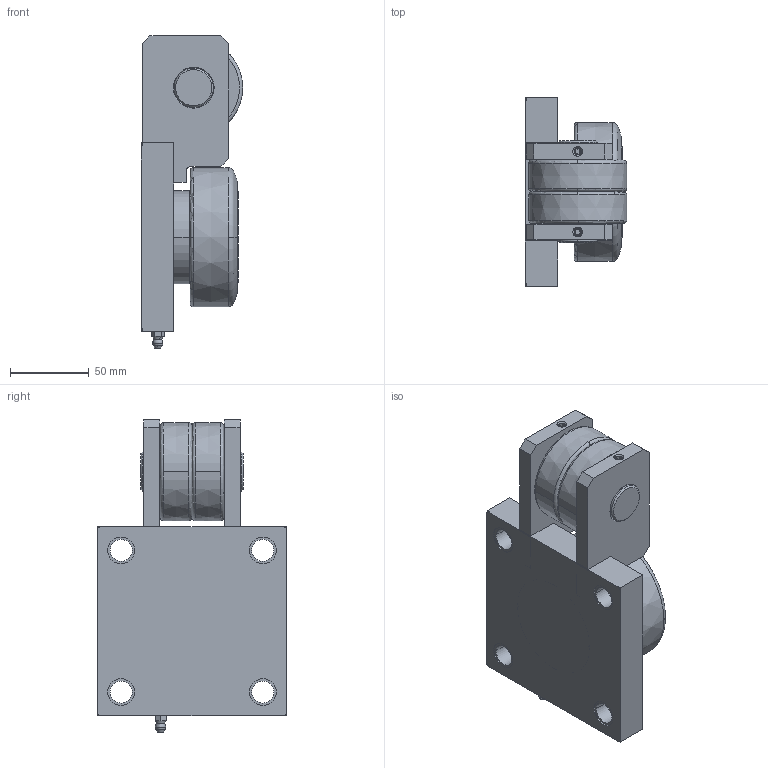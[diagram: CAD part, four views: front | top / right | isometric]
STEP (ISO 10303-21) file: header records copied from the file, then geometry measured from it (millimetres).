
FILE_DESCRIPTION(('STEP AP214'),'1');
FILE_NAME('3_058.stp','2021-05-27T03:01:23',('TraceParts'),('TraceParts S.A.'),'Spatial InterOp 3D',' ',' ');
FILE_SCHEMA(('AUTOMOTIVE_DESIGN { 1 0 10303 214 1 1 1 1 }'));
Length unit declared in the file: millimetre
Products named in the file (1): 3_058
Bounding box: 64.39 x 120 x 198.5 mm (x, y, z)
Volume: 679367.1 mm3; surface area: 109228.5 mm2
Topology: 1 solids, 1 shells, 235 faces, 597 edges, 397 vertices
Faces by surface type: plane 105, cone 52, cylinder 50, torus 20, bspline 6, sphere 2
Entity records: 10676 total; most frequent: CARTESIAN_POINT 2030, DIRECTION 1248, ORIENTED_EDGE 1186, EDGE_CURVE 593, AXIS2_PLACEMENT_3D 481, PRESENTATION_STYLE_ASSIGNMENT 471, COLOUR_RGB 471, VERTEX_POINT 397
